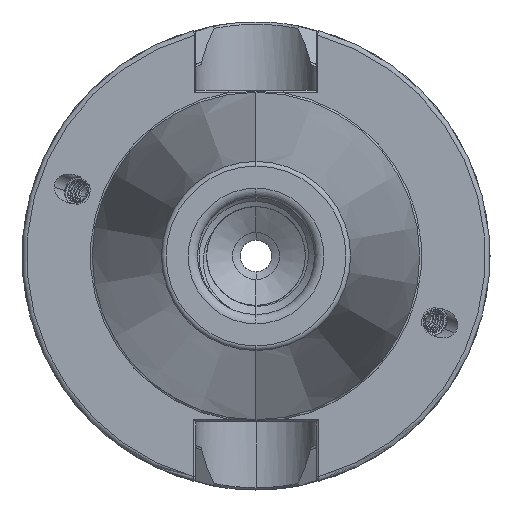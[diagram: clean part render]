
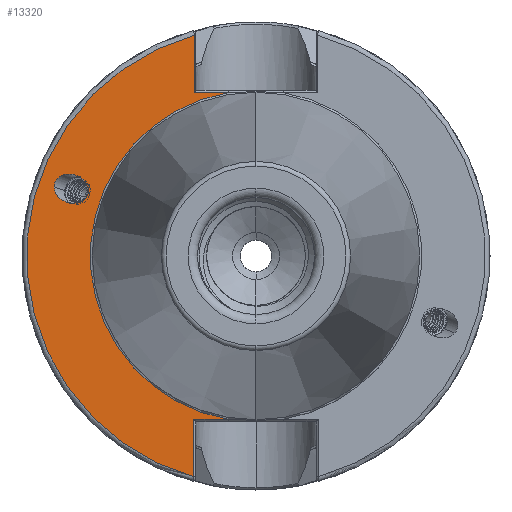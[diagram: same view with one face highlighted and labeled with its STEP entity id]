
A CAD part, left-side view. The second image highlights one B-rep face of the part: STEP entity #13320.
In plain terms, the highlighted planar face has unit normal (-1, 0, 0).
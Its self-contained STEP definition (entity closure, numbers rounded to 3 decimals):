
#150 = CIRCLE ( 'NONE', #11005, 35.398 ) ;
#151 = CIRCLE ( 'NONE', #10999, 49. ) ;
#2985 = VERTEX_POINT ( 'NONE', #14102 ) ;
#2986 = VERTEX_POINT ( 'NONE', #14103 ) ;
#2987 = VERTEX_POINT ( 'NONE', #14104 ) ;
#2988 = VERTEX_POINT ( 'NONE', #14105 ) ;
#2993 = VERTEX_POINT ( 'NONE', #14110 ) ;
#2996 = VERTEX_POINT ( 'NONE', #14113 ) ;
#3047 = VERTEX_POINT ( 'NONE', #14164 ) ;
#3048 = VERTEX_POINT ( 'NONE', #14165 ) ;
#3050 = VERTEX_POINT ( 'NONE', #14167 ) ;
#3224 = PLANE ( 'NONE',  #10714 ) ;
#3225 = CARTESIAN_POINT ( 'NONE',  ( 0., 35.398, 0. ) ) ;
#3226 = DIRECTION ( 'NONE',  ( 1., 0., 0. ) ) ;
#3227 = DIRECTION ( 'NONE',  ( 0., 0., -1. ) ) ;
#3391 =( BOUNDED_CURVE ( )  B_SPLINE_CURVE ( 3, ( #6896, #6897, #6898, #6899 ),
 .UNSPECIFIED., .F., .T. ) 
 B_SPLINE_CURVE_WITH_KNOTS ( ( 4, 4 ),
 ( 0., 2.852 ),
 .UNSPECIFIED. ) 
 CURVE ( )  GEOMETRIC_REPRESENTATION_ITEM ( )  RATIONAL_B_SPLINE_CURVE ( ( 1., 0.43, 0.43, 1. ) ) 
 REPRESENTATION_ITEM ( '' )  );
#6878 = CARTESIAN_POINT ( 'NONE',  ( 0., 0., 0. ) ) ;
#6879 = LINE ( 'NONE', #6880, #11006 ) ;
#6880 = CARTESIAN_POINT ( 'NONE',  ( 0., 13.194, 47.285 ) ) ;
#6881 = DIRECTION ( 'NONE',  ( 0., 0., 1. ) ) ;
#6882 = LINE ( 'NONE', #6883, #11007 ) ;
#6883 = CARTESIAN_POINT ( 'NONE',  ( 0., 12.85, 34.9 ) ) ;
#6884 = DIRECTION ( 'NONE',  ( 0., 1., 0. ) ) ;
#6885 = DIRECTION ( 'NONE',  ( -1., 0., 0. ) ) ;
#6886 = DIRECTION ( 'NONE',  ( 0., 0., 1. ) ) ;
#6887 = CARTESIAN_POINT ( 'NONE',  ( 0., 0., 0. ) ) ;
#6888 = LINE ( 'NONE', #6889, #11009 ) ;
#6889 = CARTESIAN_POINT ( 'NONE',  ( 0., 35.398, -34.9 ) ) ;
#6890 = DIRECTION ( 'NONE',  ( 0., -1., 0. ) ) ;
#6891 = DIRECTION ( 'NONE',  ( -1., 0., 0. ) ) ;
#6892 = DIRECTION ( 'NONE',  ( 0., 0., 1. ) ) ;
#6893 = LINE ( 'NONE', #6894, #11011 ) ;
#6894 = CARTESIAN_POINT ( 'NONE',  ( 0., 13.279, 0. ) ) ;
#6895 = DIRECTION ( 'NONE',  ( 0., 0., 1. ) ) ;
#6896 = CARTESIAN_POINT ( 'NONE',  ( 0., 35.968, 13.091 ) ) ;
#6897 = CARTESIAN_POINT ( 'NONE',  ( 0., 37.57, 8.69 ) ) ;
#6898 = CARTESIAN_POINT ( 'NONE',  ( 0., 43.118, 9.99 ) ) ;
#6899 = CARTESIAN_POINT ( 'NONE',  ( 0., 43.118, 14.766 ) ) ;
#7044 = CARTESIAN_POINT ( 'NONE',  ( 0., 35.816, 13.963 ) ) ;
#7045 = CARTESIAN_POINT ( 'NONE',  ( 0., 35.816, 13.662 ) ) ;
#7046 = CARTESIAN_POINT ( 'NONE',  ( 0., 35.867, 13.369 ) ) ;
#7047 = CARTESIAN_POINT ( 'NONE',  ( 0., 35.968, 13.091 ) ) ;
#7051 = CARTESIAN_POINT ( 'NONE',  ( 0., 43.118, 14.766 ) ) ;
#7052 = CARTESIAN_POINT ( 'NONE',  ( 0., 43.118, 20.987 ) ) ;
#7053 = CARTESIAN_POINT ( 'NONE',  ( 0., 35.816, 20.184 ) ) ;
#7054 = CARTESIAN_POINT ( 'NONE',  ( 0., 35.816, 13.963 ) ) ;
#7584 = EDGE_CURVE ( 'NONE', #3047, #3048, #13372, .T. ) ;
#7586 = EDGE_CURVE ( 'NONE', #3050, #3047, #13375, .T. ) ;
#7845 = EDGE_LOOP ( 'NONE', ( #12761, #12763, #12762, #12764, #12765, #12766 ) ) ;
#7846 = EDGE_LOOP ( 'NONE', ( #12759, #12760, #12757 ) ) ;
#10708 = FACE_BOUND ( 'NONE', #7846, .T. ) ;
#10712 = FACE_OUTER_BOUND ( 'NONE', #7845, .T. ) ;
#10714 = AXIS2_PLACEMENT_3D ( 'NONE', #3225, #3226, #3227 ) ;
#10880 = EDGE_CURVE ( 'NONE', #2988, #2996, #6879, .T. ) ;
#10881 = EDGE_CURVE ( 'NONE', #2985, #2988, #6882, .T. ) ;
#10882 = EDGE_CURVE ( 'NONE', #2985, #2993, #150, .T. ) ;
#10883 = EDGE_CURVE ( 'NONE', #2987, #2993, #6888, .T. ) ;
#10884 = EDGE_CURVE ( 'NONE', #2996, #2986, #151, .T. ) ;
#10885 = EDGE_CURVE ( 'NONE', #2986, #2987, #6893, .T. ) ;
#10886 = EDGE_CURVE ( 'NONE', #3048, #3050, #3391, .T. ) ;
#10999 = AXIS2_PLACEMENT_3D ( 'NONE', #6887, #6891, #6892 ) ;
#11005 = AXIS2_PLACEMENT_3D ( 'NONE', #6878, #6885, #6886 ) ;
#11006 = VECTOR ( 'NONE', #6881, 1000. ) ;
#11007 = VECTOR ( 'NONE', #6884, 1000. ) ;
#11009 = VECTOR ( 'NONE', #6890, 1000. ) ;
#11011 = VECTOR ( 'NONE', #6895, 1000. ) ;
#12757 = ORIENTED_EDGE ( 'NONE', *, *, #7584, .T. ) ;
#12759 = ORIENTED_EDGE ( 'NONE', *, *, #10886, .T. ) ;
#12760 = ORIENTED_EDGE ( 'NONE', *, *, #7586, .T. ) ;
#12761 = ORIENTED_EDGE ( 'NONE', *, *, #10884, .T. ) ;
#12762 = ORIENTED_EDGE ( 'NONE', *, *, #10883, .T. ) ;
#12763 = ORIENTED_EDGE ( 'NONE', *, *, #10885, .T. ) ;
#12764 = ORIENTED_EDGE ( 'NONE', *, *, #10882, .F. ) ;
#12765 = ORIENTED_EDGE ( 'NONE', *, *, #10881, .T. ) ;
#12766 = ORIENTED_EDGE ( 'NONE', *, *, #10880, .T. ) ;
#13320 = ADVANCED_FACE ( 'NONE', ( #10708, #10712 ), #3224, .F. ) ;
#13372 =( BOUNDED_CURVE ( )  B_SPLINE_CURVE ( 3, ( #7044, #7045, #7046, #7047 ),
 .UNSPECIFIED., .F., .T. ) 
 B_SPLINE_CURVE_WITH_KNOTS ( ( 4, 4 ),
 ( 5.993, 6.283 ),
 .UNSPECIFIED. ) 
 CURVE ( )  GEOMETRIC_REPRESENTATION_ITEM ( )  RATIONAL_B_SPLINE_CURVE ( ( 1., 0.993, 0.993, 1. ) ) 
 REPRESENTATION_ITEM ( '' )  );
#13375 =( BOUNDED_CURVE ( )  B_SPLINE_CURVE ( 3, ( #7051, #7052, #7053, #7054 ),
 .UNSPECIFIED., .F., .T. ) 
 B_SPLINE_CURVE_WITH_KNOTS ( ( 4, 4 ),
 ( 2.852, 5.993 ),
 .UNSPECIFIED. ) 
 CURVE ( )  GEOMETRIC_REPRESENTATION_ITEM ( )  RATIONAL_B_SPLINE_CURVE ( ( 1., 0.333, 0.333, 1. ) ) 
 REPRESENTATION_ITEM ( '' )  );
#14102 = CARTESIAN_POINT ( 'NONE',  ( 0., 5.916, 34.9 ) ) ;
#14103 = CARTESIAN_POINT ( 'NONE',  ( 0., 13.279, -47.166 ) ) ;
#14104 = CARTESIAN_POINT ( 'NONE',  ( 0., 13.279, -34.9 ) ) ;
#14105 = CARTESIAN_POINT ( 'NONE',  ( 0., 13.194, 34.9 ) ) ;
#14110 = CARTESIAN_POINT ( 'NONE',  ( 0., 5.916, -34.9 ) ) ;
#14113 = CARTESIAN_POINT ( 'NONE',  ( 0., 13.194, 47.19 ) ) ;
#14164 = CARTESIAN_POINT ( 'NONE',  ( 0., 35.816, 13.963 ) ) ;
#14165 = CARTESIAN_POINT ( 'NONE',  ( 0., 35.968, 13.091 ) ) ;
#14167 = CARTESIAN_POINT ( 'NONE',  ( 0., 43.118, 14.766 ) ) ;
